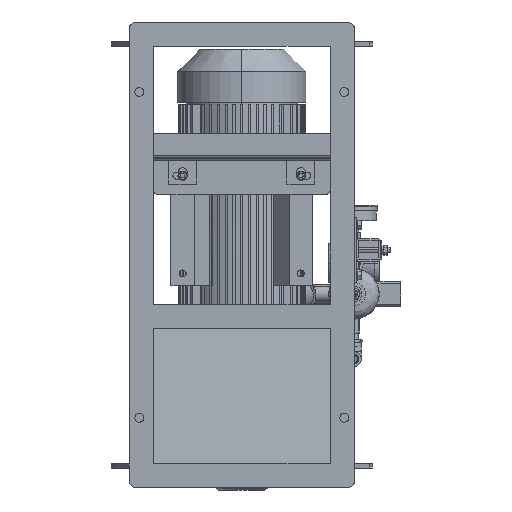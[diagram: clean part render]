
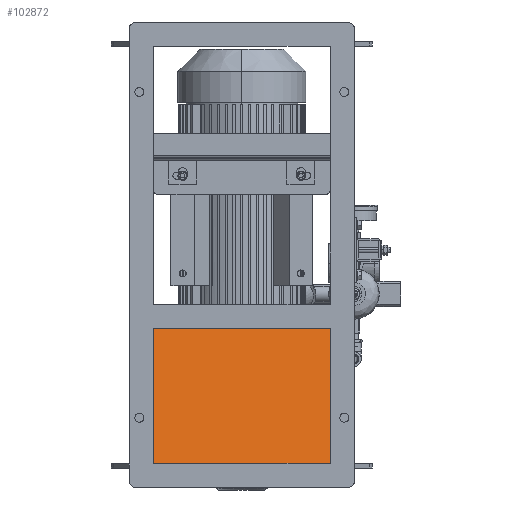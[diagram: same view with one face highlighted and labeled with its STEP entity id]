
A CAD part, front view. The second image highlights one B-rep face of the part: STEP entity #102872.
In plain terms, the highlighted planar face has unit normal (0, -0.982, 0.187).
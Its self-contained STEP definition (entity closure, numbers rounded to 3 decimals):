
#1454 = VERTEX_POINT ( 'NONE', #29498 ) ;
#5344 = DIRECTION ( 'NONE',  ( 0., -0.187, -0.982 ) ) ;
#10194 = LINE ( 'NONE', #93137, #82265 ) ;
#12794 = FACE_OUTER_BOUND ( 'NONE', #61157, .T. ) ;
#21493 = VECTOR ( 'NONE', #104191, 1000. ) ;
#26400 = DIRECTION ( 'NONE',  ( -1., 0., 0. ) ) ;
#26738 = ORIENTED_EDGE ( 'NONE', *, *, #57241, .F. ) ;
#29498 = CARTESIAN_POINT ( 'NONE',  ( -190., -228.965, 192. ) ) ;
#33980 = LINE ( 'NONE', #78479, #106047 ) ;
#38357 = VERTEX_POINT ( 'NONE', #84540 ) ;
#57241 = EDGE_CURVE ( 'NONE', #81546, #59695, #60886, .T. ) ;
#58833 = CARTESIAN_POINT ( 'NONE',  ( 190., -228.965, 192. ) ) ;
#59695 = VERTEX_POINT ( 'NONE', #79614 ) ;
#60886 = LINE ( 'NONE', #79490, #21493 ) ;
#61157 = EDGE_LOOP ( 'NONE', ( #109990, #102754, #108521, #26738 ) ) ;
#68428 = DIRECTION ( 'NONE',  ( -1., 0., 0. ) ) ;
#74208 = CARTESIAN_POINT ( 'NONE',  ( -190., -283.965, -97.437 ) ) ;
#75499 = PLANE ( 'NONE',  #83328 ) ;
#78479 = CARTESIAN_POINT ( 'NONE',  ( 190., -283.965, -97.437 ) ) ;
#79490 = CARTESIAN_POINT ( 'NONE',  ( 190., -283.965, -97.437 ) ) ;
#79614 = CARTESIAN_POINT ( 'NONE',  ( 190., -283.965, -97.437 ) ) ;
#81546 = VERTEX_POINT ( 'NONE', #58833 ) ;
#82265 = VECTOR ( 'NONE', #68428, 1000. ) ;
#82327 = EDGE_CURVE ( 'NONE', #1454, #38357, #83477, .T. ) ;
#83328 = AXIS2_PLACEMENT_3D ( 'NONE', #102017, #84569, #110054 ) ;
#83477 = LINE ( 'NONE', #74208, #112069 ) ;
#84540 = CARTESIAN_POINT ( 'NONE',  ( -190., -283.965, -97.437 ) ) ;
#84569 = DIRECTION ( 'NONE',  ( 0., 0.982, -0.187 ) ) ;
#85023 = EDGE_CURVE ( 'NONE', #59695, #38357, #33980, .T. ) ;
#93137 = CARTESIAN_POINT ( 'NONE',  ( 190., -228.965, 192. ) ) ;
#101769 = EDGE_CURVE ( 'NONE', #81546, #1454, #10194, .T. ) ;
#102017 = CARTESIAN_POINT ( 'NONE',  ( 190., -283.965, -97.437 ) ) ;
#102754 = ORIENTED_EDGE ( 'NONE', *, *, #82327, .T. ) ;
#102872 = ADVANCED_FACE ( 'NONE', ( #12794 ), #75499, .F. ) ;
#104191 = DIRECTION ( 'NONE',  ( 0., -0.187, -0.982 ) ) ;
#106047 = VECTOR ( 'NONE', #26400, 1000. ) ;
#108521 = ORIENTED_EDGE ( 'NONE', *, *, #85023, .F. ) ;
#109990 = ORIENTED_EDGE ( 'NONE', *, *, #101769, .T. ) ;
#110054 = DIRECTION ( 'NONE',  ( 0., 0.187, 0.982 ) ) ;
#112069 = VECTOR ( 'NONE', #5344, 1000. ) ;
